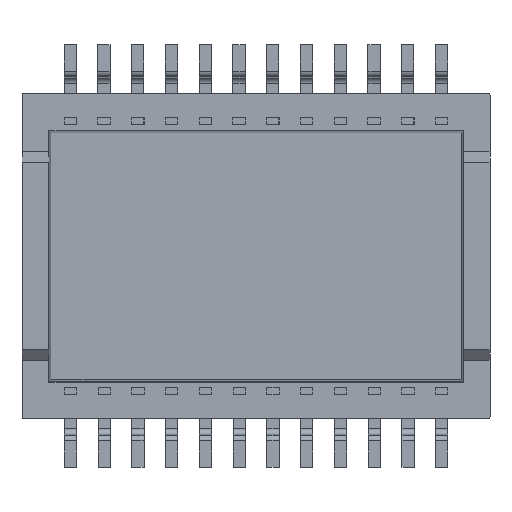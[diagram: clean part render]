
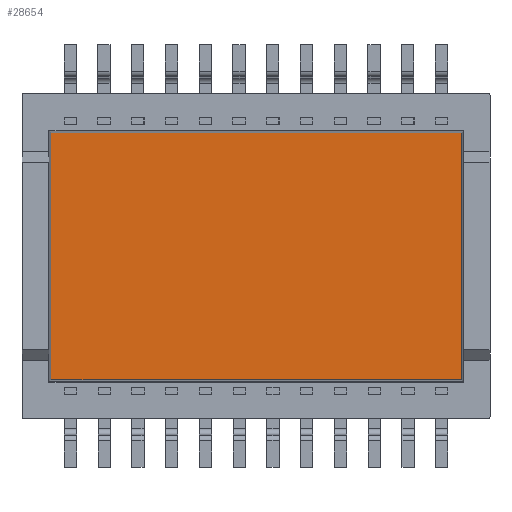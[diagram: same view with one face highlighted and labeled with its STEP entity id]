
A CAD part, top view. The second image highlights one B-rep face of the part: STEP entity #28654.
In plain terms, the highlighted planar face has unit normal (0, 0, 1).
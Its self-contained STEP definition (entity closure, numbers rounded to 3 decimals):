
#3011=ORIENTED_EDGE('',*,*,#8266,.F.);
#3012=ORIENTED_EDGE('',*,*,#8267,.T.);
#3013=ORIENTED_EDGE('',*,*,#8268,.T.);
#3014=ORIENTED_EDGE('',*,*,#8269,.F.);
#8266=EDGE_CURVE('',#10905,#10906,#12954,.T.);
#8267=EDGE_CURVE('',#10905,#10907,#12955,.T.);
#8268=EDGE_CURVE('',#10907,#10908,#12956,.T.);
#8269=EDGE_CURVE('',#10906,#10908,#12957,.T.);
#10905=VERTEX_POINT('',#41733);
#10906=VERTEX_POINT('',#41734);
#10907=VERTEX_POINT('',#41736);
#10908=VERTEX_POINT('',#41738);
#12954=LINE('',#41732,#15314);
#12955=LINE('',#41735,#15315);
#12956=LINE('',#41737,#15316);
#12957=LINE('',#41739,#15317);
#15314=VECTOR('',#32959,1000.);
#15315=VECTOR('',#32960,1000.);
#15316=VECTOR('',#32961,1000.);
#15317=VECTOR('',#32962,1000.);
#17293=EDGE_LOOP('',(#3011,#3012,#3013,#3014));
#18517=FACE_BOUND('',#17293,.T.);
#19603=PLANE('',#30009);
#28654=ADVANCED_FACE('',(#18517),#19603,.T.);
#30009=AXIS2_PLACEMENT_3D('',#41731,#32957,#32958);
#32957=DIRECTION('',(0.,0.,1.));
#32958=DIRECTION('',(1.,0.,0.));
#32959=DIRECTION('',(-1.,0.,0.));
#32960=DIRECTION('',(0.,1.,0.));
#32961=DIRECTION('',(-1.,0.,0.));
#32962=DIRECTION('',(0.,1.,0.));
#41731=CARTESIAN_POINT('',(0.,0.,-2.225));
#41732=CARTESIAN_POINT('',(0.,-4.647,-2.225));
#41733=CARTESIAN_POINT('',(7.737,-4.647,-2.225));
#41734=CARTESIAN_POINT('',(-7.712,-4.647,-2.225));
#41735=CARTESIAN_POINT('',(7.737,0.,-2.225));
#41736=CARTESIAN_POINT('',(7.737,4.647,-2.225));
#41737=CARTESIAN_POINT('',(0.,4.647,-2.225));
#41738=CARTESIAN_POINT('',(-7.712,4.647,-2.225));
#41739=CARTESIAN_POINT('',(-7.712,0.,-2.225));
